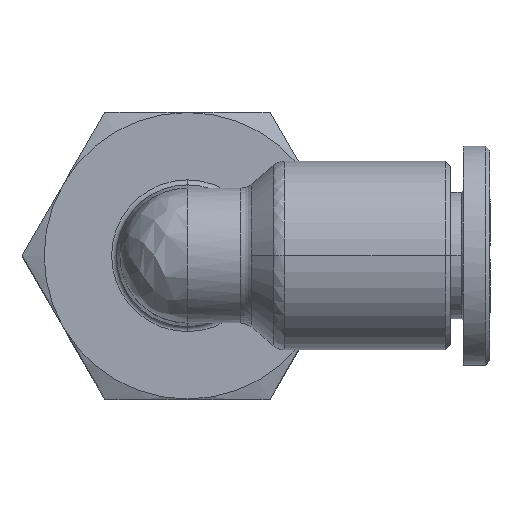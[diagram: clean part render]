
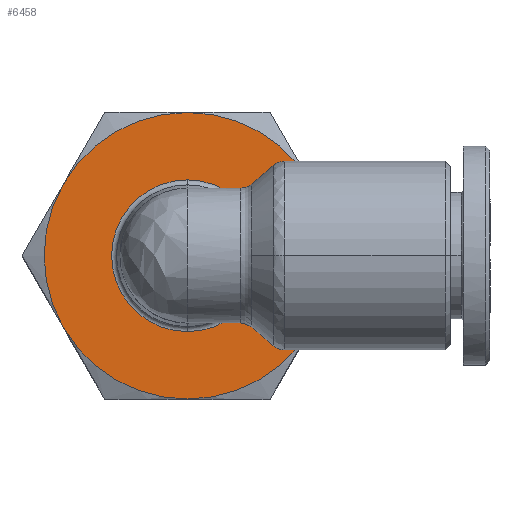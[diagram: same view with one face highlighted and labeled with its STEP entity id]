
A CAD part, top view. The second image highlights one B-rep face of the part: STEP entity #6458.
In plain terms, the highlighted planar face has unit normal (0, 0, 1).
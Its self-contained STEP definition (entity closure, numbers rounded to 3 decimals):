
#177 = CARTESIAN_POINT ( 'NONE',  ( -5.5, 4.501, -5.9 ) ) ;
#429 = CIRCLE ( 'NONE', #6142, 8.5 ) ;
#445 = DIRECTION ( 'NONE',  ( 0., 0., -1. ) ) ;
#459 = CARTESIAN_POINT ( 'NONE',  ( -12.861, -4.25, -5.9 ) ) ;
#477 = ORIENTED_EDGE ( 'NONE', *, *, #8047, .F. ) ;
#522 = DIRECTION ( 'NONE',  ( 0., 1., 0. ) ) ;
#685 = EDGE_CURVE ( 'NONE', #2386, #1613, #5908, .T. ) ;
#813 = CARTESIAN_POINT ( 'NONE',  ( -12.861, 4.25, -5.9 ) ) ;
#1138 = EDGE_CURVE ( 'NONE', #1613, #5779, #7388, .T. ) ;
#1278 = DIRECTION ( 'NONE',  ( 0., 0., -1. ) ) ;
#1299 = EDGE_CURVE ( 'NONE', #1381, #4925, #429, .T. ) ;
#1381 = VERTEX_POINT ( 'NONE', #813 ) ;
#1447 = CARTESIAN_POINT ( 'NONE',  ( -5.5, 0., -5.9 ) ) ;
#1542 = AXIS2_PLACEMENT_3D ( 'NONE', #7637, #4498, #3747 ) ;
#1613 = VERTEX_POINT ( 'NONE', #5718 ) ;
#1965 = VERTEX_POINT ( 'NONE', #7192 ) ;
#2137 = ORIENTED_EDGE ( 'NONE', *, *, #2211, .F. ) ;
#2211 = EDGE_CURVE ( 'NONE', #2746, #1965, #5605, .T. ) ;
#2216 = ORIENTED_EDGE ( 'NONE', *, *, #1138, .F. ) ;
#2272 = AXIS2_PLACEMENT_3D ( 'NONE', #3180, #4030, #8025 ) ;
#2297 = EDGE_CURVE ( 'NONE', #4925, #8663, #8510, .T. ) ;
#2386 = VERTEX_POINT ( 'NONE', #10109 ) ;
#2470 = ORIENTED_EDGE ( 'NONE', *, *, #1299, .F. ) ;
#2746 = VERTEX_POINT ( 'NONE', #177 ) ;
#2777 = CARTESIAN_POINT ( 'NONE',  ( -5.5, 0., -5.9 ) ) ;
#2855 = DIRECTION ( 'NONE',  ( 0., 1., 0. ) ) ;
#3087 = DIRECTION ( 'NONE',  ( 0., 0., -1. ) ) ;
#3159 = ORIENTED_EDGE ( 'NONE', *, *, #5879, .F. ) ;
#3180 = CARTESIAN_POINT ( 'NONE',  ( -5.5, 0., -5.9 ) ) ;
#3563 = DIRECTION ( 'NONE',  ( 0., 1., 0. ) ) ;
#3633 = PLANE ( 'NONE',  #1542 ) ;
#3747 = DIRECTION ( 'NONE',  ( -1., 0., 0. ) ) ;
#3835 = DIRECTION ( 'NONE',  ( 0., 1., 0. ) ) ;
#3862 = EDGE_LOOP ( 'NONE', ( #2137, #7163 ) ) ;
#4024 = ORIENTED_EDGE ( 'NONE', *, *, #685, .F. ) ;
#4030 = DIRECTION ( 'NONE',  ( 0., 0., -1. ) ) ;
#4498 = DIRECTION ( 'NONE',  ( 0., 0., -1. ) ) ;
#4925 = VERTEX_POINT ( 'NONE', #9280 ) ;
#5356 = FACE_BOUND ( 'NONE', #3862, .T. ) ;
#5605 = CIRCLE ( 'NONE', #9021, 4.501 ) ;
#5718 = CARTESIAN_POINT ( 'NONE',  ( -5.5, -8.5, -5.9 ) ) ;
#5779 = VERTEX_POINT ( 'NONE', #459 ) ;
#5810 = ORIENTED_EDGE ( 'NONE', *, *, #2297, .F. ) ;
#5879 = EDGE_CURVE ( 'NONE', #8663, #2386, #6868, .T. ) ;
#5908 = CIRCLE ( 'NONE', #2272, 8.5 ) ;
#6105 = CARTESIAN_POINT ( 'NONE',  ( 1.861, 4.25, -5.9 ) ) ;
#6135 = CARTESIAN_POINT ( 'NONE',  ( -5.5, 0., -5.9 ) ) ;
#6142 = AXIS2_PLACEMENT_3D ( 'NONE', #1447, #7723, #6198 ) ;
#6198 = DIRECTION ( 'NONE',  ( 0., 1., 0. ) ) ;
#6458 = ADVANCED_FACE ( 'NONE', ( #5356, #9658 ), #3633, .F. ) ;
#6592 = EDGE_LOOP ( 'NONE', ( #477, #2216, #4024, #3159, #5810, #2470 ) ) ;
#6746 = AXIS2_PLACEMENT_3D ( 'NONE', #9949, #445, #522 ) ;
#6777 = CARTESIAN_POINT ( 'NONE',  ( -5.5, 0., -5.9 ) ) ;
#6868 = CIRCLE ( 'NONE', #7702, 8.5 ) ;
#6869 = CARTESIAN_POINT ( 'NONE',  ( -5.5, 0., -5.9 ) ) ;
#6885 = AXIS2_PLACEMENT_3D ( 'NONE', #6135, #3087, #3835 ) ;
#7163 = ORIENTED_EDGE ( 'NONE', *, *, #8245, .F. ) ;
#7192 = CARTESIAN_POINT ( 'NONE',  ( -5.5, -4.501, -5.9 ) ) ;
#7388 = CIRCLE ( 'NONE', #10012, 8.5 ) ;
#7412 = CIRCLE ( 'NONE', #7660, 4.501 ) ;
#7570 = DIRECTION ( 'NONE',  ( 0., 0., 1. ) ) ;
#7637 = CARTESIAN_POINT ( 'NONE',  ( -5.5, 0., -5.9 ) ) ;
#7660 = AXIS2_PLACEMENT_3D ( 'NONE', #6777, #7570, #2855 ) ;
#7702 = AXIS2_PLACEMENT_3D ( 'NONE', #10119, #9360, #7745 ) ;
#7723 = DIRECTION ( 'NONE',  ( 0., 0., -1. ) ) ;
#7745 = DIRECTION ( 'NONE',  ( 0., 1., 0. ) ) ;
#8025 = DIRECTION ( 'NONE',  ( 0., 1., 0. ) ) ;
#8047 = EDGE_CURVE ( 'NONE', #5779, #1381, #10212, .T. ) ;
#8245 = EDGE_CURVE ( 'NONE', #1965, #2746, #7412, .T. ) ;
#8304 = DIRECTION ( 'NONE',  ( 0., 0., 1. ) ) ;
#8320 = DIRECTION ( 'NONE',  ( 0., 1., 0. ) ) ;
#8510 = CIRCLE ( 'NONE', #6746, 8.5 ) ;
#8663 = VERTEX_POINT ( 'NONE', #6105 ) ;
#9021 = AXIS2_PLACEMENT_3D ( 'NONE', #2777, #8304, #3563 ) ;
#9280 = CARTESIAN_POINT ( 'NONE',  ( -5.5, 8.5, -5.9 ) ) ;
#9360 = DIRECTION ( 'NONE',  ( 0., 0., -1. ) ) ;
#9658 = FACE_OUTER_BOUND ( 'NONE', #6592, .T. ) ;
#9949 = CARTESIAN_POINT ( 'NONE',  ( -5.5, 0., -5.9 ) ) ;
#10012 = AXIS2_PLACEMENT_3D ( 'NONE', #6869, #1278, #8320 ) ;
#10109 = CARTESIAN_POINT ( 'NONE',  ( 1.861, -4.25, -5.9 ) ) ;
#10119 = CARTESIAN_POINT ( 'NONE',  ( -5.5, 0., -5.9 ) ) ;
#10212 = CIRCLE ( 'NONE', #6885, 8.5 ) ;
